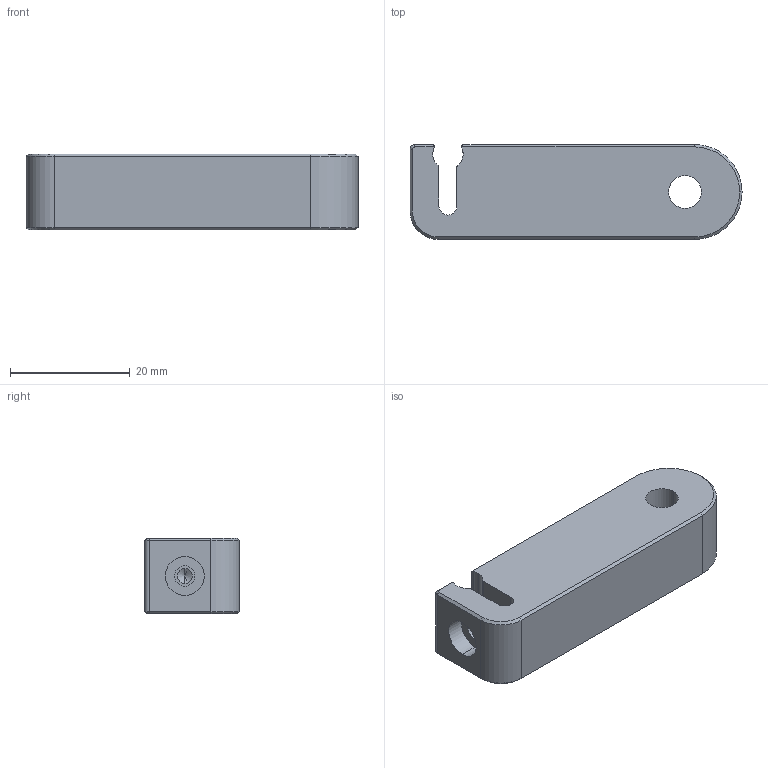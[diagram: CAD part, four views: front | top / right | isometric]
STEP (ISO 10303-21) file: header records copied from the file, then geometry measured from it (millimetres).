
FILE_DESCRIPTION (( 'STEP AP214' ), '1' );
FILE_NAME ('IS-002.STEP', '2024-11-10T19:13:29', ( '' ), ( '' ), 'SwSTEP 2.0', 'SolidWorks 2024', '' );
FILE_SCHEMA (( 'AUTOMOTIVE_DESIGN' ));
Length unit declared in the file: inch
Products named in the file (1): IS-002
Bounding box: 55.56 x 15.88 x 12.7 mm (x, y, z)
Volume: 9535.2 mm3; surface area: 3883.9 mm2
Topology: 1 solids, 1 shells, 51 faces, 127 edges, 79 vertices
Faces by surface type: cylinder 25, plane 18, cone 8
Entity records: 1538 total; most frequent: CARTESIAN_POINT 292, DIRECTION 265, ORIENTED_EDGE 250, EDGE_CURVE 125, AXIS2_PLACEMENT_3D 100, VERTEX_POINT 79, VECTOR 65, LINE 65
